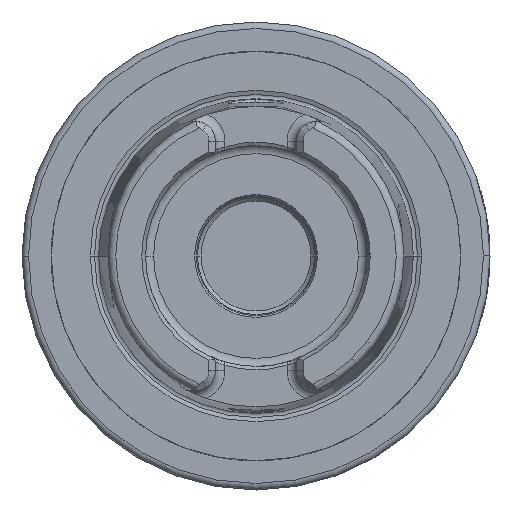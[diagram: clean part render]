
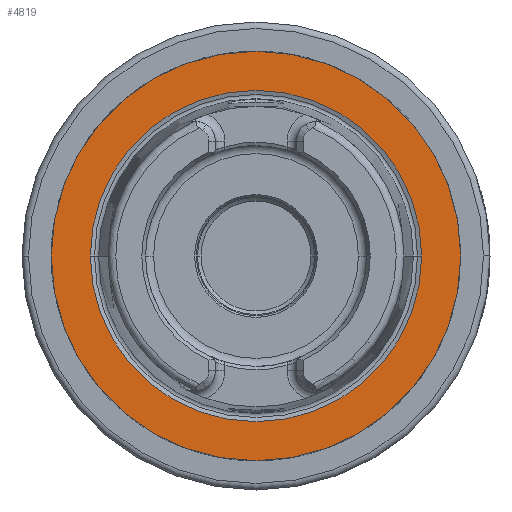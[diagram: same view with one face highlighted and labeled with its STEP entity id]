
A CAD part, left-side view. The second image highlights one B-rep face of the part: STEP entity #4819.
In plain terms, the highlighted planar face has unit normal (-1, 0, 0).
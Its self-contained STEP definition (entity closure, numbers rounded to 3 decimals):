
#1068=CARTESIAN_POINT('',(0.,0.,0.));
#1069=DIRECTION('',(1.,0.,0.));
#1070=DIRECTION('',(0.,1.,0.));
#1071=AXIS2_PLACEMENT_3D('',#1068,#1069,#1070);
#1073=CARTESIAN_POINT('',(0.,0.,0.));
#1074=DIRECTION('',(-1.,0.,0.));
#1075=DIRECTION('',(0.,1.,0.));
#1076=AXIS2_PLACEMENT_3D('',#1073,#1074,#1075);
#1078=CARTESIAN_POINT('',(0.,0.,0.));
#1079=DIRECTION('',(-1.,0.,0.));
#1080=DIRECTION('',(0.,-1.,0.));
#1081=AXIS2_PLACEMENT_3D('',#1078,#1079,#1080);
#1083=CARTESIAN_POINT('',(0.,0.,0.));
#1084=DIRECTION('',(-1.,0.,0.));
#1085=DIRECTION('',(0.,1.,0.));
#1086=AXIS2_PLACEMENT_3D('',#1083,#1084,#1085);
#3050=CARTESIAN_POINT('',(0.,31.5,0.));
#3051=CARTESIAN_POINT('',(0.,-31.5,0.));
#3052=VERTEX_POINT('',#3050);
#3053=VERTEX_POINT('',#3051);
#3078=CARTESIAN_POINT('',(0.,-25.49,0.));
#3079=VERTEX_POINT('',#3078);
#3080=CARTESIAN_POINT('',(0.,25.49,0.));
#3081=VERTEX_POINT('',#3080);
#4804=CARTESIAN_POINT('',(0.,0.,0.));
#4805=DIRECTION('',(1.,0.,0.));
#4806=DIRECTION('',(0.,-1.,0.));
#4807=AXIS2_PLACEMENT_3D('',#4804,#4805,#4806);
#4808=PLANE('',#4807);
#4810=ORIENTED_EDGE('',*,*,#4809,.T.);
#4812=ORIENTED_EDGE('',*,*,#4811,.F.);
#4813=EDGE_LOOP('',(#4810,#4812));
#4814=FACE_OUTER_BOUND('',#4813,.F.);
#4815=ORIENTED_EDGE('',*,*,#4799,.T.);
#4816=ORIENTED_EDGE('',*,*,#4783,.T.);
#4817=EDGE_LOOP('',(#4815,#4816));
#4818=FACE_BOUND('',#4817,.F.);
#4819=ADVANCED_FACE('',(#4814,#4818),#4808,.F.);
#1072=CIRCLE('',#1071,31.5);
#1077=CIRCLE('',#1076,31.5);
#1082=CIRCLE('',#1081,25.49);
#1087=CIRCLE('',#1086,25.49);
#4783=EDGE_CURVE('',#3081,#3079,#1087,.T.);
#4799=EDGE_CURVE('',#3079,#3081,#1082,.T.);
#4809=EDGE_CURVE('',#3052,#3053,#1072,.T.);
#4811=EDGE_CURVE('',#3052,#3053,#1077,.T.);
